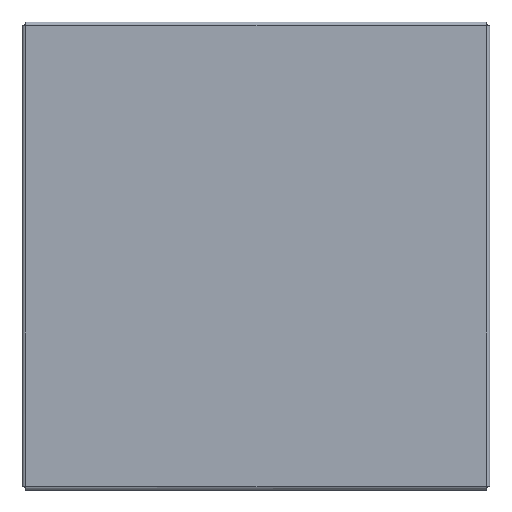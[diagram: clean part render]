
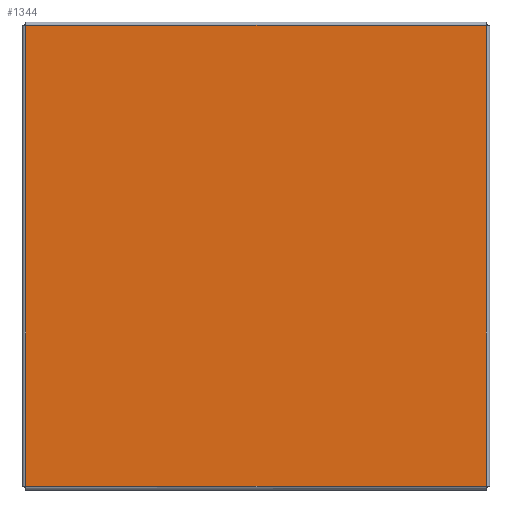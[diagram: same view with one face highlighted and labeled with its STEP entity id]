
A CAD part, top view. The second image highlights one B-rep face of the part: STEP entity #1344.
In plain terms, the highlighted planar face has unit normal (0, 0, 1).
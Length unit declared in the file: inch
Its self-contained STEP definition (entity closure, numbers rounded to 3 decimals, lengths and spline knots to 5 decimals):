
#187 = VECTOR ( 'NONE', #7128, 39.37008 ) ;
#328 = VERTEX_POINT ( 'NONE', #10718 ) ;
#772 = VECTOR ( 'NONE', #8653, 39.37008 ) ;
#963 = CARTESIAN_POINT ( 'NONE',  ( 12.0354, 0.0896, 0.074 ) ) ;
#1085 = CARTESIAN_POINT ( 'NONE',  ( 0.0896, 9.04895, 0.074 ) ) ;
#1130 = CARTESIAN_POINT ( 'NONE',  ( 12.0354, 12.0354, 0.074 ) ) ;
#1344 = ADVANCED_FACE ( 'NONE', ( #4033 ), #8679, .T. ) ;
#1429 = EDGE_CURVE ( 'NONE', #3586, #5555, #5207, .T. ) ;
#1603 = CARTESIAN_POINT ( 'NONE',  ( 0.0896, 12.0354, 0.074 ) ) ;
#1992 = ORIENTED_EDGE ( 'NONE', *, *, #5470, .T. ) ;
#2233 = ORIENTED_EDGE ( 'NONE', *, *, #4124, .T. ) ;
#2389 = ORIENTED_EDGE ( 'NONE', *, *, #1429, .T. ) ;
#2859 = CARTESIAN_POINT ( 'NONE',  ( 3.07605, 0.0896, 0.074 ) ) ;
#3586 = VERTEX_POINT ( 'NONE', #963 ) ;
#3869 = DIRECTION ( 'NONE',  ( 1., 0., 0. ) ) ;
#4033 = FACE_OUTER_BOUND ( 'NONE', #10210, .T. ) ;
#4124 = EDGE_CURVE ( 'NONE', #5555, #4676, #10489, .T. ) ;
#4644 = LINE ( 'NONE', #1085, #9343 ) ;
#4676 = VERTEX_POINT ( 'NONE', #1603 ) ;
#5207 = LINE ( 'NONE', #8307, #187 ) ;
#5470 = EDGE_CURVE ( 'NONE', #328, #3586, #7965, .T. ) ;
#5555 = VERTEX_POINT ( 'NONE', #1130 ) ;
#5801 = ORIENTED_EDGE ( 'NONE', *, *, #8388, .T. ) ;
#7128 = DIRECTION ( 'NONE',  ( 0., 1., 0. ) ) ;
#7965 = LINE ( 'NONE', #2859, #10467 ) ;
#8307 = CARTESIAN_POINT ( 'NONE',  ( 12.0354, 3.07605, 0.074 ) ) ;
#8348 = DIRECTION ( 'NONE',  ( 1., 0., 0. ) ) ;
#8368 = DIRECTION ( 'NONE',  ( 0., 0., 1. ) ) ;
#8385 = CARTESIAN_POINT ( 'NONE',  ( 6.0625, 6.0625, 0.074 ) ) ;
#8388 = EDGE_CURVE ( 'NONE', #4676, #328, #4644, .T. ) ;
#8527 = CARTESIAN_POINT ( 'NONE',  ( 9.04895, 12.0354, 0.074 ) ) ;
#8653 = DIRECTION ( 'NONE',  ( -1., 0., 0. ) ) ;
#8679 = PLANE ( 'NONE',  #11013 ) ;
#9343 = VECTOR ( 'NONE', #11444, 39.37008 ) ;
#10210 = EDGE_LOOP ( 'NONE', ( #2389, #2233, #5801, #1992 ) ) ;
#10467 = VECTOR ( 'NONE', #3869, 39.37008 ) ;
#10489 = LINE ( 'NONE', #8527, #772 ) ;
#10718 = CARTESIAN_POINT ( 'NONE',  ( 0.0896, 0.0896, 0.074 ) ) ;
#11013 = AXIS2_PLACEMENT_3D ( 'NONE', #8385, #8368, #8348 ) ;
#11444 = DIRECTION ( 'NONE',  ( 0., -1., 0. ) ) ;
